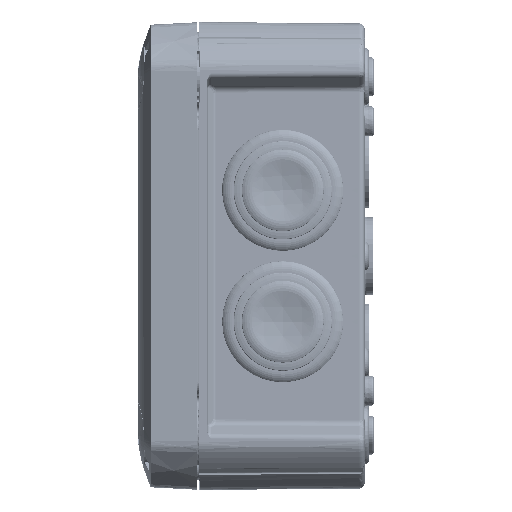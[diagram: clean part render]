
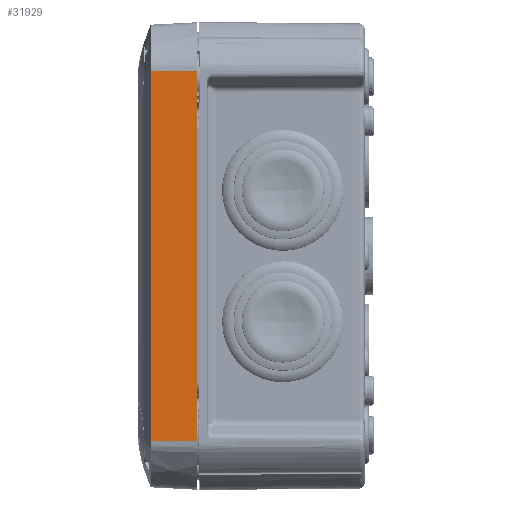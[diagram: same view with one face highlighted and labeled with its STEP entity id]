
A CAD part, left-side view. The second image highlights one B-rep face of the part: STEP entity #31929.
In plain terms, the highlighted face is planar.
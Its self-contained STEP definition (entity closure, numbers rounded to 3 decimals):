
#977 = DIRECTION ( 'NONE',  ( 0., 0., 1. ) ) ;
#2221 = CARTESIAN_POINT ( 'NONE',  ( -56.353, -11.399, 44.996 ) ) ;
#11298 = VERTEX_POINT ( 'NONE', #2221 ) ;
#13118 = B_SPLINE_CURVE_WITH_KNOTS ( 'NONE', 3,
 ( #109609, #25885, #86974, #46487 ),
 .UNSPECIFIED., .F., .F.,
 ( 4, 4 ),
 ( 0., 0.011 ),
 .UNSPECIFIED. ) ;
#21907 = CARTESIAN_POINT ( 'NONE',  ( -56.751, -3.8, -45.106 ) ) ;
#24024 = EDGE_CURVE ( 'NONE', #64781, #107367, #90087, .T. ) ;
#25885 = CARTESIAN_POINT ( 'NONE',  ( -56.552, -7.599, 45.051 ) ) ;
#29501 = CARTESIAN_POINT ( 'NONE',  ( -56.353, -11.399, -44.996 ) ) ;
#31929 = ADVANCED_FACE ( 'NONE', ( #95504 ), #52999, .T. ) ;
#35325 = AXIS2_PLACEMENT_3D ( 'NONE', #60758, #102608, #53668 ) ;
#36619 = CARTESIAN_POINT ( 'NONE',  ( -56.95, 0., -45.161 ) ) ;
#41833 = CARTESIAN_POINT ( 'NONE',  ( -56.353, -11.399, -44.996 ) ) ;
#42654 = VECTOR ( 'NONE', #120429, 1000. ) ;
#46487 = CARTESIAN_POINT ( 'NONE',  ( -56.95, 0., 45.161 ) ) ;
#52999 = PLANE ( 'NONE',  #35325 ) ;
#53668 = DIRECTION ( 'NONE',  ( 0.052, -0.999, 0. ) ) ;
#57973 = CARTESIAN_POINT ( 'NONE',  ( -56.95, 0., 0. ) ) ;
#59803 = EDGE_CURVE ( 'NONE', #107367, #11298, #83321, .T. ) ;
#60758 = CARTESIAN_POINT ( 'NONE',  ( -56.95, 0., 0. ) ) ;
#61214 = VERTEX_POINT ( 'NONE', #91552 ) ;
#64781 = VERTEX_POINT ( 'NONE', #36619 ) ;
#72030 = CARTESIAN_POINT ( 'NONE',  ( -56.552, -7.599, -45.051 ) ) ;
#76386 = VECTOR ( 'NONE', #977, 1000. ) ;
#77092 = ORIENTED_EDGE ( 'NONE', *, *, #88770, .F. ) ;
#83321 = LINE ( 'NONE', #95642, #76386 ) ;
#86974 = CARTESIAN_POINT ( 'NONE',  ( -56.751, -3.8, 45.106 ) ) ;
#88193 = EDGE_CURVE ( 'NONE', #11298, #61214, #13118, .T. ) ;
#88770 = EDGE_CURVE ( 'NONE', #64781, #61214, #88867, .T. ) ;
#88867 = LINE ( 'NONE', #57973, #42654 ) ;
#90087 = B_SPLINE_CURVE_WITH_KNOTS ( 'NONE', 3,
 ( #92619, #21907, #72030, #29501 ),
 .UNSPECIFIED., .F., .F.,
 ( 4, 4 ),
 ( 0., 0.011 ),
 .UNSPECIFIED. ) ;
#91552 = CARTESIAN_POINT ( 'NONE',  ( -56.95, 0., 45.161 ) ) ;
#92619 = CARTESIAN_POINT ( 'NONE',  ( -56.95, 0., -45.161 ) ) ;
#94492 = ORIENTED_EDGE ( 'NONE', *, *, #24024, .T. ) ;
#95504 = FACE_OUTER_BOUND ( 'NONE', #112440, .T. ) ;
#95642 = CARTESIAN_POINT ( 'NONE',  ( -56.353, -11.399, -46.46 ) ) ;
#102608 = DIRECTION ( 'NONE',  ( -0.999, -0.052, 0. ) ) ;
#107367 = VERTEX_POINT ( 'NONE', #41833 ) ;
#109609 = CARTESIAN_POINT ( 'NONE',  ( -56.353, -11.399, 44.996 ) ) ;
#112440 = EDGE_LOOP ( 'NONE', ( #77092, #94492, #132559, #121991 ) ) ;
#120429 = DIRECTION ( 'NONE',  ( 0., 0., 1. ) ) ;
#121991 = ORIENTED_EDGE ( 'NONE', *, *, #88193, .T. ) ;
#132559 = ORIENTED_EDGE ( 'NONE', *, *, #59803, .T. ) ;
